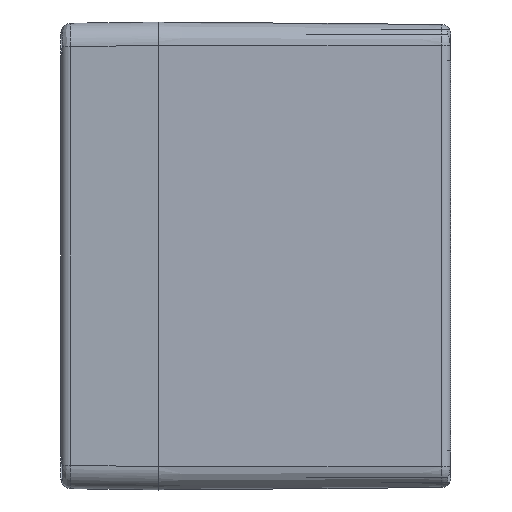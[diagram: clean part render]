
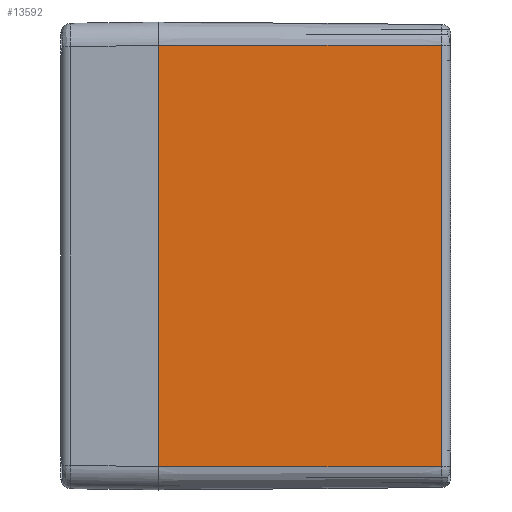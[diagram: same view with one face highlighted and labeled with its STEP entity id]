
A CAD part, left-side view. The second image highlights one B-rep face of the part: STEP entity #13592.
In plain terms, the highlighted planar face has unit normal (-1, -0.009, 0).
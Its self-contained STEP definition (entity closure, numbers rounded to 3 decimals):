
#59=DIRECTION('',(0.,0.,1.));
#60=VECTOR('',#59,108.);
#61=CARTESIAN_POINT('',(-120.,75.,-54.));
#62=LINE('',#61,#60);
#1613=DIRECTION('',(0.,0.,-1.));
#1614=VECTOR('',#1613,108.);
#1615=CARTESIAN_POINT('',(-119.367,2.478,54.));
#1616=LINE('',#1615,#1614);
#1620=DIRECTION('',(0.009,-1.,0.));
#1621=VECTOR('',#1620,72.525);
#1622=CARTESIAN_POINT('',(-120.,75.,-54.));
#1623=LINE('',#1622,#1621);
#1627=DIRECTION('',(0.009,-1.,0.));
#1628=VECTOR('',#1627,72.525);
#1629=CARTESIAN_POINT('',(-120.,75.,54.));
#1630=LINE('',#1629,#1628);
#12452=CARTESIAN_POINT('',(-120.,75.,-54.));
#12453=VERTEX_POINT('',#12452);
#12456=CARTESIAN_POINT('',(-120.,75.,54.));
#12457=VERTEX_POINT('',#12456);
#12465=CARTESIAN_POINT('',(-119.367,2.478,54.));
#12467=VERTEX_POINT('',#12465);
#12468=CARTESIAN_POINT('',(-119.367,2.478,
-54.));
#12469=VERTEX_POINT('',#12468);
#13580=CARTESIAN_POINT('',(-120.,75.,-64.542));
#13581=DIRECTION('',(-1.,-0.009,0.));
#13582=DIRECTION('',(0.,0.,1.));
#13583=AXIS2_PLACEMENT_3D('',#13580,#13581,#13582);
#13584=PLANE('',#13583);
#13585=ORIENTED_EDGE('',*,*,#13083,.T.);
#13586=ORIENTED_EDGE('',*,*,#13550,.F.);
#13587=ORIENTED_EDGE('',*,*,#12502,.T.);
#13589=ORIENTED_EDGE('',*,*,#13588,.T.);
#13590=EDGE_LOOP('',(#13585,#13586,#13587,#13589));
#13591=FACE_OUTER_BOUND('',#13590,.F.);
#13592=ADVANCED_FACE('',(#13591),#13584,.T.);
#12502=EDGE_CURVE('',#12453,#12457,#62,.T.);
#13083=EDGE_CURVE('',#12467,#12469,#1616,.T.);
#13550=EDGE_CURVE('',#12453,#12469,#1623,.T.);
#13588=EDGE_CURVE('',#12457,#12467,#1630,.T.);
